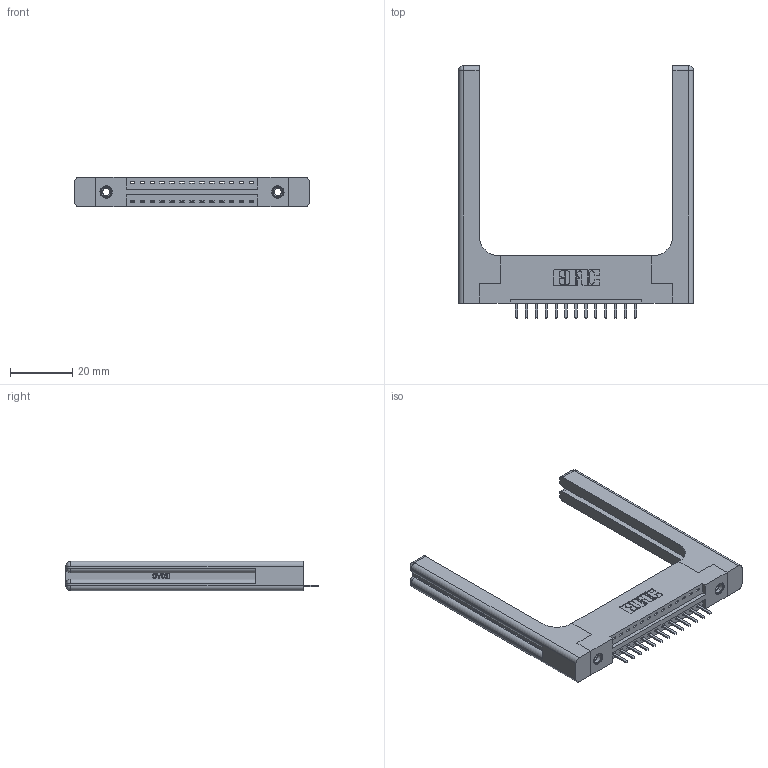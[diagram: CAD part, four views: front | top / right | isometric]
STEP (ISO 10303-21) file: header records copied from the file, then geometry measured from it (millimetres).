
FILE_DESCRIPTION (( 'STEP AP203' ), '1' );
FILE_NAME ('396-013-520-158.STEP', '2019-10-26T15:51:53', ( '' ), ( '' ), 'SwSTEP 2.0', 'SolidWorks 2016', '' );
FILE_SCHEMA (( 'CONFIG_CONTROL_DESIGN' ));
Length unit declared in the file: inch
Products named in the file (5): 346 Part_Flush Mounting Lugs - 0.156 Dia-TH; 396-013-520-158; 345-250-001_345-250-001-102; 345-292-001_345-293-120; 346-220-058_345-220-058
Assembly tree (18 placements, depth 2):
  396-013-520-158
    346 Part_Flush Mounting Lugs - 0.156 Dia-TH
    345-292-001_345-293-120  x13
    345-250-001_345-250-001-102  x2
    346-220-058_345-220-058  x2
Bounding box: 75.34 x 80.98 x 9.4 mm (x, y, z)
Volume: 14492.5 mm3; surface area: 13448.6 mm2
Topology: 18 solids, 18 shells, 1184 faces, 3387 edges, 2202 vertices
Faces by surface type: plane 770, cylinder 354, bspline 36, cone 12, sphere 8, torus 4
Entity records: 17268 total; most frequent: CARTESIAN_POINT 3960, ORIENTED_EDGE 2692, DIRECTION 2448, EDGE_CURVE 1346, VECTOR 1066, LINE 1066, VERTEX_POINT 886, AXIS2_PLACEMENT_3D 691
